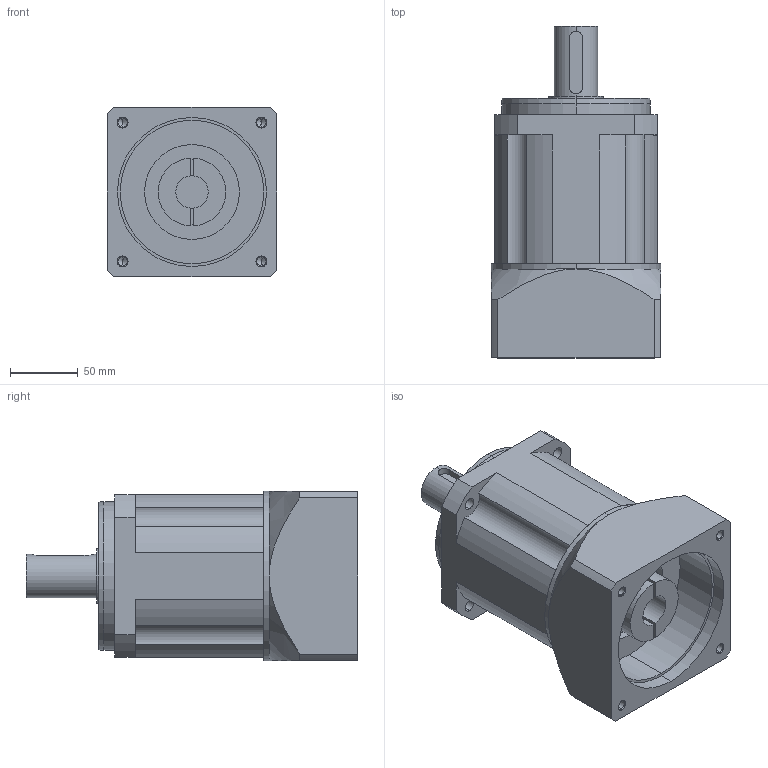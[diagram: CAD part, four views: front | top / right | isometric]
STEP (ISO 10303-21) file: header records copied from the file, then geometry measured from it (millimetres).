
FILE_DESCRIPTION (( 'STEP AP203' ), '1' );
FILE_NAME ('x120謗撰.STEP', '2017-10-06T06:24:27', ( 'PC' ), ( '' ), 'SwSTEP 2.0', 'SolidWorks 2017', '' );
FILE_SCHEMA (( 'CONFIG_CONTROL_DESIGN' ));
Length unit declared in the file: millimetre
Products named in the file (3): x120dz; x120qd2; x120謗撰
Assembly tree (2 placements, depth 2):
  x120謗撰
    x120dz
    x120qd2
Bounding box: 125 x 245 x 125 mm (x, y, z)
Volume: 2119973.9 mm3; surface area: 176534.9 mm2
Topology: 2 solids, 2 shells, 128 faces, 317 edges, 197 vertices
Faces by surface type: cylinder 66, plane 36, cone 26
Entity records: 4276 total; most frequent: CARTESIAN_POINT 861, DIRECTION 709, ORIENTED_EDGE 614, EDGE_CURVE 307, AXIS2_PLACEMENT_3D 281, VERTEX_POINT 197, EDGE_LOOP 150, CIRCLE 148
